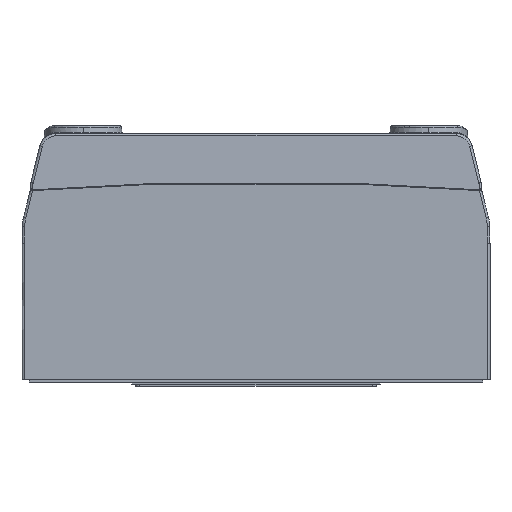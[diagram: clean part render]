
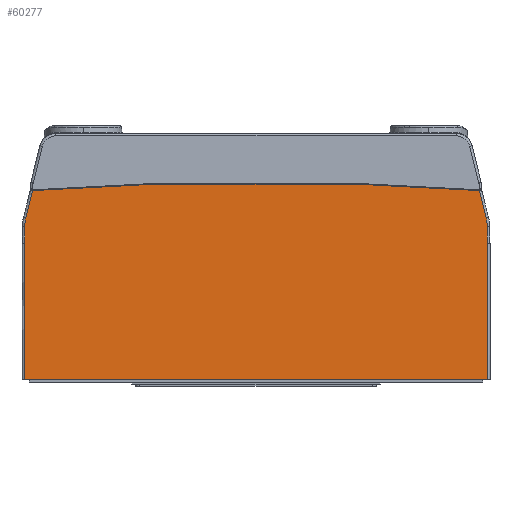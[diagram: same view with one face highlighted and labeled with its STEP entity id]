
A CAD part, left-side view. The second image highlights one B-rep face of the part: STEP entity #60277.
In plain terms, the highlighted planar face has unit normal (-1, 0, 0.009).
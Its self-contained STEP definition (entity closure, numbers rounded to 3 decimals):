
#45114=CARTESIAN_POINT('',(-22.039,0.,25.03));
#45115=VERTEX_POINT('',#45114);
#53761=CARTESIAN_POINT('',(-22.103,28.7,17.73));
#53762=VERTEX_POINT('',#53761);
#53770=CARTESIAN_POINT('',(-22.084,28.663,19.832));
#53771=VERTEX_POINT('',#53770);
#53772=CARTESIAN_POINT('',(-22.084,28.663,19.832));
#53773=DIRECTION('',(-0.009,0.017,-1.));
#53774=VECTOR('',#53773,2.102);
#53775=LINE('',#53772,#53774);
#53776=EDGE_CURVE('',#53771,#53762,#53775,.T.);
#53842=CARTESIAN_POINT('',(-22.08,28.627,20.338));
#53843=VERTEX_POINT('',#53842);
#53844=CARTESIAN_POINT('',(-22.085,23.964,19.75));
#53845=DIRECTION('',(-1.,0.,0.009));
#53846=DIRECTION('',(0.009,0.,1.));
#53847=AXIS2_PLACEMENT_3D('',#53844,#53845,#53846);
#53848=ELLIPSE('',#53847,4.7,4.7);
#53849=EDGE_CURVE('',#53843,#53771,#53848,.T.);
#53851=CARTESIAN_POINT('',(-22.075,28.524,20.887));
#53852=VERTEX_POINT('',#53851);
#53853=CARTESIAN_POINT('',(-22.085,23.964,19.75));
#53854=DIRECTION('',(-1.,0.,0.009));
#53855=DIRECTION('',(0.009,0.,1.));
#53856=AXIS2_PLACEMENT_3D('',#53853,#53854,#53855);
#53857=ELLIPSE('',#53856,4.7,4.7);
#53858=EDGE_CURVE('',#53852,#53843,#53857,.T.);
#53898=CARTESIAN_POINT('',(-22.045,27.681,24.271));
#53899=VERTEX_POINT('',#53898);
#53900=CARTESIAN_POINT('',(-22.045,27.681,24.271));
#53901=DIRECTION('',(-0.008,0.242,-0.97));
#53902=VECTOR('',#53901,3.487);
#53903=LINE('',#53900,#53902);
#53904=EDGE_CURVE('',#53899,#53852,#53903,.T.);
#53922=CARTESIAN_POINT('',(-22.039,13.189,25.03));
#53923=VERTEX_POINT('',#53922);
#53924=CARTESIAN_POINT('',(-22.045,27.681,24.271));
#53925=DIRECTION('',(0.,-0.999,0.052));
#53926=VECTOR('',#53925,14.511);
#53927=LINE('',#53924,#53926);
#53928=EDGE_CURVE('',#53899,#53923,#53927,.T.);
#53976=CARTESIAN_POINT('',(-22.039,13.189,25.03));
#53977=DIRECTION('',(0.,-1.,0.0));
#53978=VECTOR('',#53977,13.189);
#53979=LINE('',#53976,#53978);
#53980=EDGE_CURVE('',#53923,#45115,#53979,.T.);
#53992=CARTESIAN_POINT('',(-22.039,-13.189,25.03));
#53993=VERTEX_POINT('',#53992);
#53994=CARTESIAN_POINT('',(-22.039,0.,25.03));
#53995=DIRECTION('',(0.,-1.,0.0));
#53996=VECTOR('',#53995,13.189);
#53997=LINE('',#53994,#53996);
#53998=EDGE_CURVE('',#45115,#53993,#53997,.T.);
#54017=CARTESIAN_POINT('',(-22.045,-27.681,24.271));
#54018=VERTEX_POINT('',#54017);
#54019=CARTESIAN_POINT('',(-22.039,-13.189,25.03));
#54020=DIRECTION('',(0.,-0.999,-0.052));
#54021=VECTOR('',#54020,14.511);
#54022=LINE('',#54019,#54021);
#54023=EDGE_CURVE('',#53993,#54018,#54022,.T.);
#54059=CARTESIAN_POINT('',(-22.075,-28.524,20.887));
#54060=VERTEX_POINT('',#54059);
#54061=CARTESIAN_POINT('',(-22.045,-27.681,24.271));
#54062=DIRECTION('',(-0.008,-0.242,-0.97));
#54063=VECTOR('',#54062,3.487);
#54064=LINE('',#54061,#54063);
#54065=EDGE_CURVE('',#54018,#54060,#54064,.T.);
#54132=CARTESIAN_POINT('',(-22.08,-28.627,20.338));
#54133=VERTEX_POINT('',#54132);
#54134=CARTESIAN_POINT('',(-22.085,-23.964,19.75));
#54135=DIRECTION('',(1.,0.,-0.009));
#54136=DIRECTION('',(0.009,0.,1.));
#54137=AXIS2_PLACEMENT_3D('',#54134,#54135,#54136);
#54138=ELLIPSE('',#54137,4.7,4.7);
#54139=EDGE_CURVE('',#54060,#54133,#54138,.T.);
#54141=CARTESIAN_POINT('',(-22.084,-28.663,19.832));
#54142=VERTEX_POINT('',#54141);
#54143=CARTESIAN_POINT('',(-22.085,-23.964,19.75));
#54144=DIRECTION('',(1.,0.,-0.009));
#54145=DIRECTION('',(0.009,0.,1.));
#54146=AXIS2_PLACEMENT_3D('',#54143,#54144,#54145);
#54147=ELLIPSE('',#54146,4.7,4.7);
#54148=EDGE_CURVE('',#54133,#54142,#54147,.T.);
#54175=CARTESIAN_POINT('',(-22.103,-28.7,17.73));
#54176=VERTEX_POINT('',#54175);
#54177=CARTESIAN_POINT('',(-22.084,-28.663,19.832));
#54178=DIRECTION('',(-0.009,-0.017,-1.));
#54179=VECTOR('',#54178,2.102);
#54180=LINE('',#54177,#54179);
#54181=EDGE_CURVE('',#54142,#54176,#54180,.T.);
#60225=CARTESIAN_POINT('',(-22.25,28.7,0.83));
#60226=VERTEX_POINT('',#60225);
#60234=CARTESIAN_POINT('',(-22.103,28.7,17.73));
#60235=DIRECTION('',(-0.009,0.0,-1.));
#60236=VECTOR('',#60235,16.901);
#60237=LINE('',#60234,#60236);
#60238=EDGE_CURVE('',#53762,#60226,#60237,.T.);
#60243=CARTESIAN_POINT('',(-22.101,-12.7,17.879));
#60244=DIRECTION('',(-1.,0.,0.009));
#60245=DIRECTION('',(-0.009,0.,-1.));
#60246=AXIS2_PLACEMENT_3D('',#60243,#60244,#60245);
#60247=PLANE('',#60246);
#60248=CARTESIAN_POINT('',(-22.25,-28.7,0.83));
#60249=VERTEX_POINT('',#60248);
#60250=CARTESIAN_POINT('',(-22.25,-28.7,0.83));
#60251=DIRECTION('',(0.0,1.0,0.0));
#60252=VECTOR('',#60251,57.4);
#60253=LINE('',#60250,#60252);
#60254=EDGE_CURVE('',#60249,#60226,#60253,.T.);
#60255=ORIENTED_EDGE('',*,*,#60254,.F.);
#60256=CARTESIAN_POINT('',(-22.103,-28.7,17.73));
#60257=DIRECTION('',(-0.009,0.0,-1.));
#60258=VECTOR('',#60257,16.901);
#60259=LINE('',#60256,#60258);
#60260=EDGE_CURVE('',#54176,#60249,#60259,.T.);
#60261=ORIENTED_EDGE('',*,*,#60260,.F.);
#60262=ORIENTED_EDGE('',*,*,#54181,.F.);
#60263=ORIENTED_EDGE('',*,*,#54148,.F.);
#60264=ORIENTED_EDGE('',*,*,#54139,.F.);
#60265=ORIENTED_EDGE('',*,*,#54065,.F.);
#60266=ORIENTED_EDGE('',*,*,#54023,.F.);
#60267=ORIENTED_EDGE('',*,*,#53998,.F.);
#60268=ORIENTED_EDGE('',*,*,#53980,.F.);
#60269=ORIENTED_EDGE('',*,*,#53928,.F.);
#60270=ORIENTED_EDGE('',*,*,#53904,.T.);
#60271=ORIENTED_EDGE('',*,*,#53858,.T.);
#60272=ORIENTED_EDGE('',*,*,#53849,.T.);
#60273=ORIENTED_EDGE('',*,*,#53776,.T.);
#60274=ORIENTED_EDGE('',*,*,#60238,.T.);
#60275=EDGE_LOOP('',(#60255,#60261,#60262,#60263,#60264,#60265,#60266,#60267,#60268,#60269,#60270,#60271,#60272,#60273,#60274));
#60276=FACE_OUTER_BOUND('',#60275,.T.);
#60277=ADVANCED_FACE('',(#60276),#60247,.T.);
